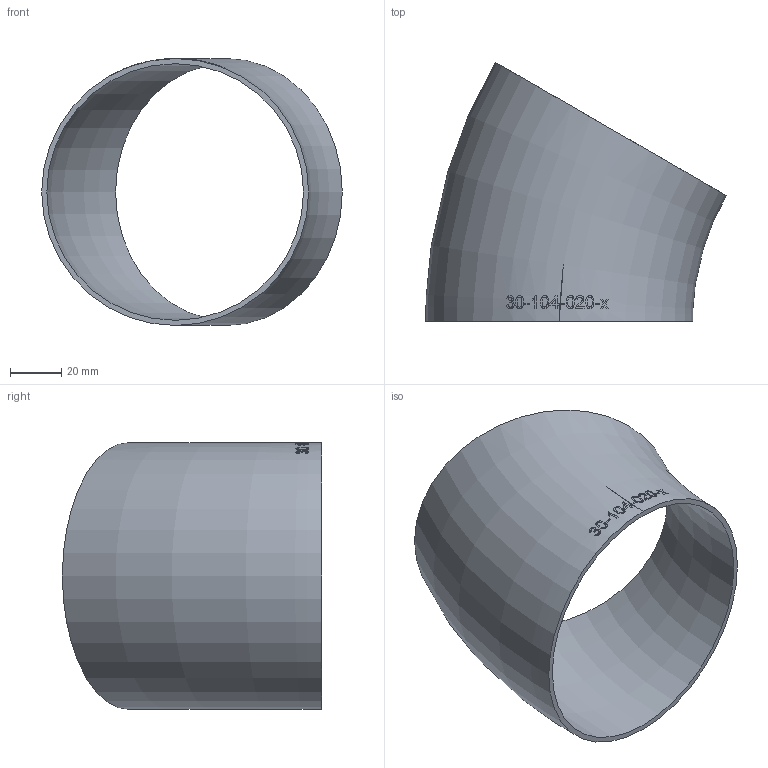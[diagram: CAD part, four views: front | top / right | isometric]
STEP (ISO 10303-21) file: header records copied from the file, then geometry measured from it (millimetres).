
FILE_DESCRIPTION (( 'STEP AP214' ), '1' );
FILE_NAME ('30-104-020-x Bogen 2004.STEP', '2020-04-22T08:25:42', ( '' ), ( '' ), 'SwSTEP 2.0', 'SolidWorks 2019', '' );
FILE_SCHEMA (( 'AUTOMOTIVE_DESIGN' ));
Length unit declared in the file: millimetre
Products named in the file (1): 30-104-020-x Bogen 2004
Bounding box: 117.13 x 101 x 104 mm (x, y, z)
Volume: 50332.8 mm3; surface area: 51624.1 mm2
Topology: 1 solids, 1 shells, 139 faces, 361 edges, 241 vertices
Faces by surface type: bspline 118, torus 19, plane 2
Entity records: 20434 total; most frequent: CARTESIAN_POINT 16618, ORIENTED_EDGE 716, EDGE_CURVE 358, B_SPLINE_CURVE_WITH_KNOTS 354, VERTEX_POINT 240, EDGE_LOOP 160, FACE_OUTER_BOUND 141, ADVANCED_FACE 139
